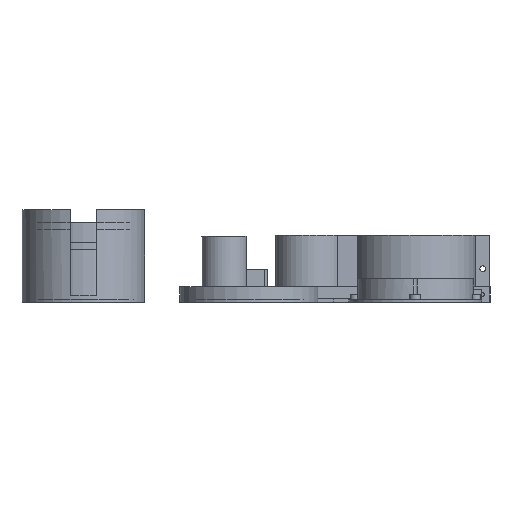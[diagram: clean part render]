
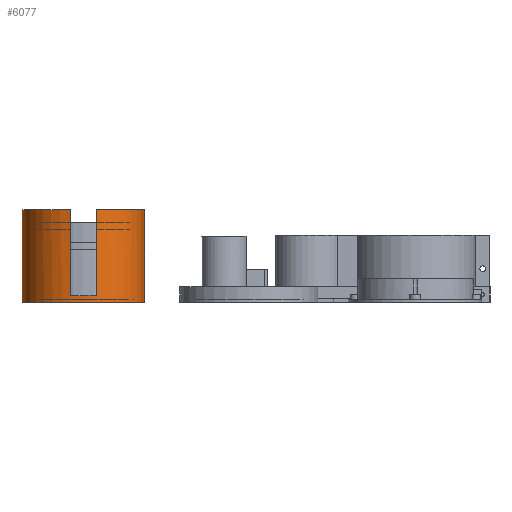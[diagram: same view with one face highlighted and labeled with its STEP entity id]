
A CAD part, left-side view. The second image highlights one B-rep face of the part: STEP entity #6077.
In plain terms, the highlighted cylindrical face has radius 46.25 mm (diameter 92.5 mm), a full revolution.
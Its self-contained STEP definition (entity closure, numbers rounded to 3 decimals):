
#241=LINE('',#9355,#758);
#251=LINE('',#9382,#768);
#255=LINE('',#9396,#772);
#265=LINE('',#9423,#782);
#267=LINE('',#9451,#784);
#758=VECTOR('',#7645,10.);
#768=VECTOR('',#7657,10.);
#772=VECTOR('',#7669,10.);
#782=VECTOR('',#7681,10.);
#784=VECTOR('',#7731,46.25);
#1221=CYLINDRICAL_SURFACE('',#6622,46.25);
#1556=FACE_OUTER_BOUND('',#1976,.T.);
#1976=EDGE_LOOP('',(#4676,#4677,#4678,#4679,#4680,#4681,#4682,#4683,#4684,
#4685,#4686,#4687));
#2397=CIRCLE('',#6590,46.25);
#2398=CIRCLE('',#6591,46.25);
#2401=CIRCLE('',#6597,46.25);
#2409=CIRCLE('',#6613,46.25);
#2414=CIRCLE('',#6623,46.25);
#2415=CIRCLE('',#6624,46.25);
#2729=VERTEX_POINT('',#9342);
#2730=VERTEX_POINT('',#9344);
#2731=VERTEX_POINT('',#9346);
#2734=VERTEX_POINT('',#9354);
#2744=VERTEX_POINT('',#9380);
#2747=VERTEX_POINT('',#9387);
#2748=VERTEX_POINT('',#9389);
#2750=VERTEX_POINT('',#9395);
#2760=VERTEX_POINT('',#9421);
#2762=VERTEX_POINT('',#9450);
#3414=EDGE_CURVE('',#2730,#2729,#2397,.T.);
#3415=EDGE_CURVE('',#2731,#2730,#2398,.T.);
#3419=EDGE_CURVE('',#2734,#2731,#241,.T.);
#3431=EDGE_CURVE('',#2729,#2744,#251,.T.);
#3434=EDGE_CURVE('',#2748,#2747,#2401,.T.);
#3437=EDGE_CURVE('',#2750,#2748,#255,.T.);
#3449=EDGE_CURVE('',#2747,#2760,#265,.T.);
#3458=EDGE_CURVE('',#2734,#2760,#2409,.T.);
#3463=EDGE_CURVE('',#2750,#2744,#2414,.T.);
#3464=EDGE_CURVE('',#2730,#2762,#267,.T.);
#3465=EDGE_CURVE('',#2762,#2762,#2415,.T.);
#4676=ORIENTED_EDGE('',*,*,#3431,.T.);
#4677=ORIENTED_EDGE('',*,*,#3463,.F.);
#4678=ORIENTED_EDGE('',*,*,#3437,.T.);
#4679=ORIENTED_EDGE('',*,*,#3434,.T.);
#4680=ORIENTED_EDGE('',*,*,#3449,.T.);
#4681=ORIENTED_EDGE('',*,*,#3458,.F.);
#4682=ORIENTED_EDGE('',*,*,#3419,.T.);
#4683=ORIENTED_EDGE('',*,*,#3415,.T.);
#4684=ORIENTED_EDGE('',*,*,#3464,.T.);
#4685=ORIENTED_EDGE('',*,*,#3465,.T.);
#4686=ORIENTED_EDGE('',*,*,#3464,.F.);
#4687=ORIENTED_EDGE('',*,*,#3414,.T.);
#6077=ADVANCED_FACE('',(#1556),#1221,.T.);
#6590=AXIS2_PLACEMENT_3D('',#9345,#7635,#7636);
#6591=AXIS2_PLACEMENT_3D('',#9347,#7637,#7638);
#6597=AXIS2_PLACEMENT_3D('',#9390,#7663,#7664);
#6613=AXIS2_PLACEMENT_3D('',#9439,#7709,#7710);
#6622=AXIS2_PLACEMENT_3D('',#9448,#7727,#7728);
#6623=AXIS2_PLACEMENT_3D('',#9449,#7729,#7730);
#6624=AXIS2_PLACEMENT_3D('',#9452,#7732,#7733);
#7635=DIRECTION('center_axis',(0.,0.,-1.));
#7636=DIRECTION('ref_axis',(1.,0.,0.));
#7637=DIRECTION('center_axis',(0.,0.,-1.));
#7638=DIRECTION('ref_axis',(1.,0.,0.));
#7645=DIRECTION('',(0.,0.,-1.));
#7657=DIRECTION('',(0.,0.,1.));
#7663=DIRECTION('center_axis',(0.,0.,-1.));
#7664=DIRECTION('ref_axis',(1.,0.,0.));
#7669=DIRECTION('',(0.,0.,-1.));
#7681=DIRECTION('',(0.,0.,1.));
#7709=DIRECTION('center_axis',(0.,0.,1.));
#7710=DIRECTION('ref_axis',(1.,0.,0.));
#7727=DIRECTION('center_axis',(0.,0.,1.));
#7728=DIRECTION('ref_axis',(1.,0.,0.));
#7729=DIRECTION('center_axis',(0.,0.,1.));
#7730=DIRECTION('ref_axis',(1.,0.,0.));
#7731=DIRECTION('',(0.,0.,-1.));
#7732=DIRECTION('center_axis',(0.,0.,1.));
#7733=DIRECTION('ref_axis',(1.,0.,0.));
#9342=CARTESIAN_POINT('',(4.844,310.,5.));
#9344=CARTESIAN_POINT('',(3.75,300.,5.));
#9345=CARTESIAN_POINT('Origin',(50.,300.,5.));
#9346=CARTESIAN_POINT('',(4.844,290.,5.));
#9347=CARTESIAN_POINT('Origin',(50.,300.,5.));
#9354=CARTESIAN_POINT('',(4.844,290.,70.));
#9355=CARTESIAN_POINT('',(4.844,290.,0.));
#9380=CARTESIAN_POINT('',(4.844,310.,70.));
#9382=CARTESIAN_POINT('',(4.844,310.,0.));
#9387=CARTESIAN_POINT('',(95.156,290.,5.));
#9389=CARTESIAN_POINT('',(95.156,310.,5.));
#9390=CARTESIAN_POINT('Origin',(50.,300.,5.));
#9395=CARTESIAN_POINT('',(95.156,310.,70.));
#9396=CARTESIAN_POINT('',(95.156,310.,0.));
#9421=CARTESIAN_POINT('',(95.156,290.,70.));
#9423=CARTESIAN_POINT('',(95.156,290.,0.));
#9439=CARTESIAN_POINT('Origin',(50.,300.,70.));
#9448=CARTESIAN_POINT('Origin',(50.,300.,0.));
#9449=CARTESIAN_POINT('Origin',(50.,300.,70.));
#9450=CARTESIAN_POINT('',(3.75,300.,0.));
#9451=CARTESIAN_POINT('',(3.75,300.,0.));
#9452=CARTESIAN_POINT('Origin',(50.,300.,0.));
